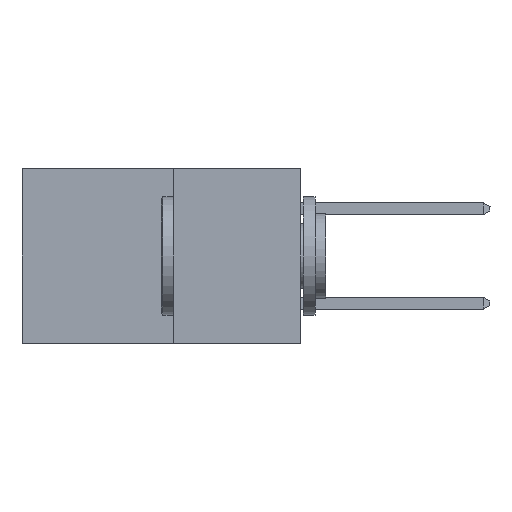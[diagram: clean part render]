
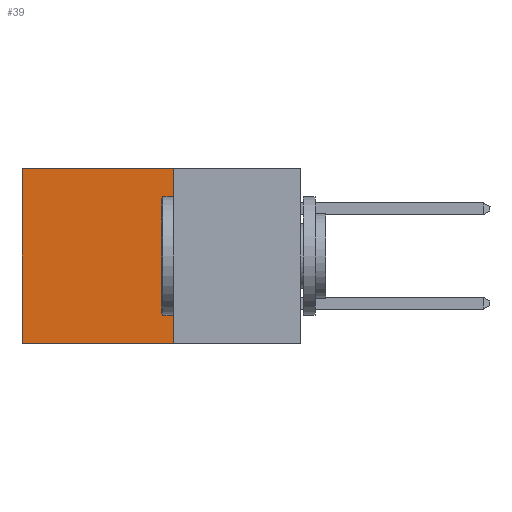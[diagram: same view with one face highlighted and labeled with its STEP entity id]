
A CAD part, left-side view. The second image highlights one B-rep face of the part: STEP entity #39.
In plain terms, the highlighted planar face has unit normal (-1, 0, 0).
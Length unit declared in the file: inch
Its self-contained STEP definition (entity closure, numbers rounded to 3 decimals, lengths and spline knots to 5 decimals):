
#39 = ADVANCED_FACE ( 'NONE', ( #14942 ), #8413, .F. ) ;
#442 = EDGE_CURVE ( 'NONE', #7547, #15025, #15243, .T. ) ;
#650 = CARTESIAN_POINT ( 'NONE',  ( 0.277, 0.27, 0. ) ) ;
#1041 = EDGE_CURVE ( 'NONE', #8768, #7547, #8656, .T. ) ;
#1498 = EDGE_CURVE ( 'NONE', #8768, #10618, #15215, .T. ) ;
#2262 = CARTESIAN_POINT ( 'NONE',  ( 0.277, 0.27, -0.37 ) ) ;
#2529 = VECTOR ( 'NONE', #4067, 39.37008 ) ;
#2659 = DIRECTION ( 'NONE',  ( 0., 1., 0. ) ) ;
#2716 = ORIENTED_EDGE ( 'NONE', *, *, #1041, .F. ) ;
#2902 = VECTOR ( 'NONE', #14681, 39.37008 ) ;
#4067 = DIRECTION ( 'NONE',  ( 0., 0., -1. ) ) ;
#5643 = AXIS2_PLACEMENT_3D ( 'NONE', #5776, #12220, #12399 ) ;
#5776 = CARTESIAN_POINT ( 'NONE',  ( 0.277, 0.27, -0.37 ) ) ;
#6105 = CARTESIAN_POINT ( 'NONE',  ( 0.277, 0.27, -0.37 ) ) ;
#7358 = ORIENTED_EDGE ( 'NONE', *, *, #15171, .T. ) ;
#7547 = VERTEX_POINT ( 'NONE', #8671 ) ;
#7562 = EDGE_LOOP ( 'NONE', ( #7358, #8468, #2716, #9869 ) ) ;
#8348 = CARTESIAN_POINT ( 'NONE',  ( 0.277, 0.59, 0. ) ) ;
#8413 = PLANE ( 'NONE',  #5643 ) ;
#8468 = ORIENTED_EDGE ( 'NONE', *, *, #442, .F. ) ;
#8656 = LINE ( 'NONE', #6105, #2529 ) ;
#8671 = CARTESIAN_POINT ( 'NONE',  ( 0.277, 0.27, -0.37 ) ) ;
#8768 = VERTEX_POINT ( 'NONE', #650 ) ;
#9117 = LINE ( 'NONE', #13721, #12138 ) ;
#9869 = ORIENTED_EDGE ( 'NONE', *, *, #1498, .T. ) ;
#10045 = CARTESIAN_POINT ( 'NONE',  ( 0.277, 0.59, -0.37 ) ) ;
#10333 = DIRECTION ( 'NONE',  ( 0., 0., -1. ) ) ;
#10618 = VERTEX_POINT ( 'NONE', #8348 ) ;
#12138 = VECTOR ( 'NONE', #10333, 39.37008 ) ;
#12185 = CARTESIAN_POINT ( 'NONE',  ( 0.277, 0.27, 0. ) ) ;
#12220 = DIRECTION ( 'NONE',  ( 1., 0., 0. ) ) ;
#12379 = VECTOR ( 'NONE', #2659, 39.37008 ) ;
#12399 = DIRECTION ( 'NONE',  ( 0., 0., -1. ) ) ;
#13721 = CARTESIAN_POINT ( 'NONE',  ( 0.277, 0.59, -0.37 ) ) ;
#14681 = DIRECTION ( 'NONE',  ( 0., 1., 0. ) ) ;
#14942 = FACE_OUTER_BOUND ( 'NONE', #7562, .T. ) ;
#15025 = VERTEX_POINT ( 'NONE', #10045 ) ;
#15171 = EDGE_CURVE ( 'NONE', #10618, #15025, #9117, .T. ) ;
#15215 = LINE ( 'NONE', #12185, #2902 ) ;
#15243 = LINE ( 'NONE', #2262, #12379 ) ;
